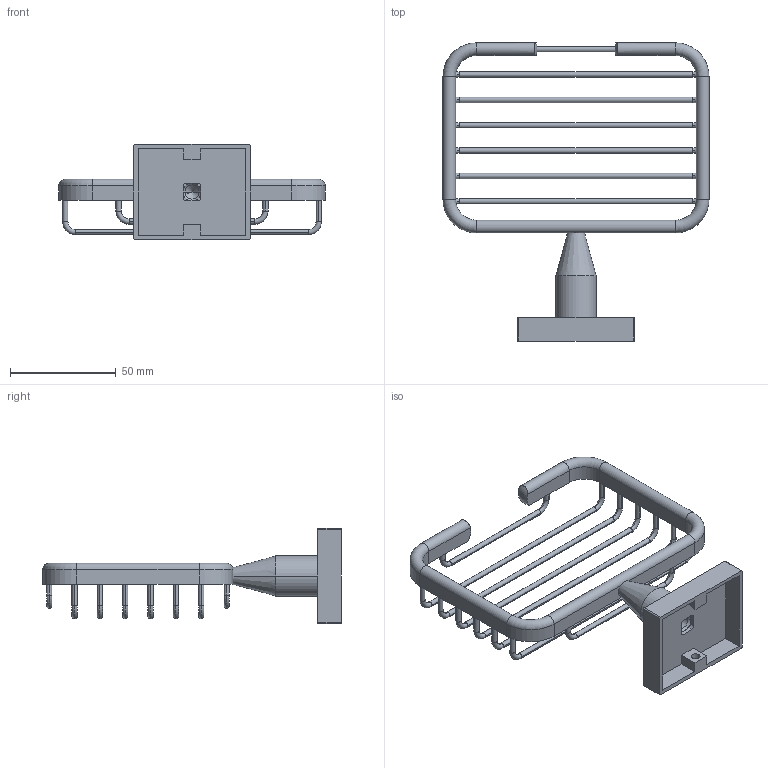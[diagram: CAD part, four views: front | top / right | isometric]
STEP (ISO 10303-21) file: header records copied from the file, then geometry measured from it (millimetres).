
FILE_DESCRIPTION (( 'STEP AP203' ), '1' );
FILE_NAME ('3111.STEP', '2016-07-20T08:44:11', ( '迾輿躂瑞' ), ( 'WwW.YlmF.CoM' ), 'SwSTEP 2.0', 'SolidWorks 2012', '' );
FILE_SCHEMA (( 'CONFIG_CONTROL_DESIGN' ));
Length unit declared in the file: millimetre
Products named in the file (8): 3111; 11婂厙; 11婂厙藺爾; 13婂厙傻厙佪; 13婂厙酗厙佪; 11厙遺; 11婂厙諉芛; 31釱
Assembly tree (13 placements, depth 4):
  3111
    31釱
    11婂厙
      11婂厙諉芛
      11婂厙藺爾
        11厙遺
        13婂厙酗厙佪  x6
        13婂厙傻厙佪  x2
Bounding box: 126 x 141.2 x 45 mm (x, y, z)
Volume: 41234.7 mm3; surface area: 32127.1 mm2
Topology: 11 solids, 11 shells, 231 faces, 532 edges, 341 vertices
Faces by surface type: cylinder 111, plane 74, torus 40, cone 6
Entity records: 5706 total; most frequent: CARTESIAN_POINT 928, DIRECTION 884, ORIENTED_EDGE 724, EDGE_CURVE 362, AXIS2_PLACEMENT_3D 357, VERTEX_POINT 233, EDGE_LOOP 183, CIRCLE 180
